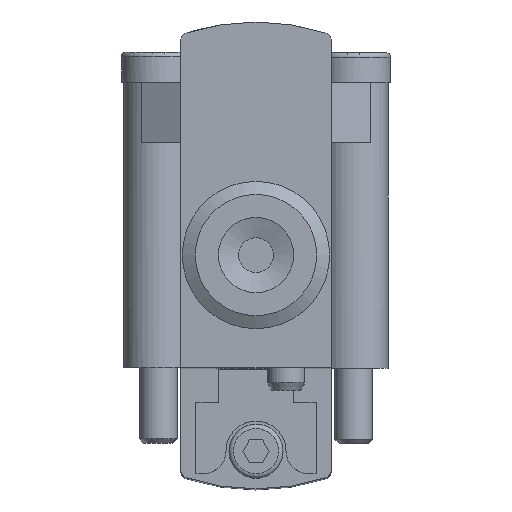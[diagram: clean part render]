
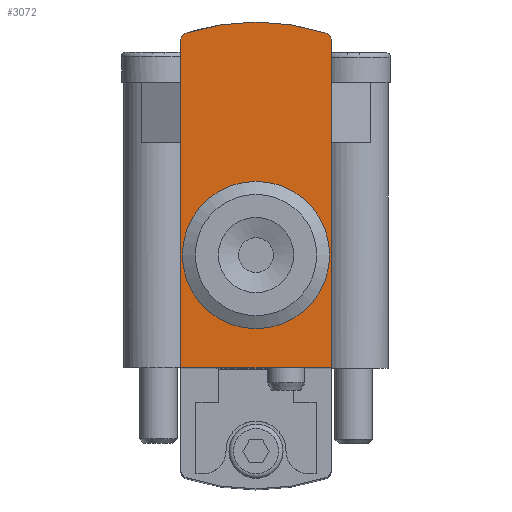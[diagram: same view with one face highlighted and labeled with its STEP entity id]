
A CAD part, top view. The second image highlights one B-rep face of the part: STEP entity #3072.
In plain terms, the highlighted planar face has unit normal (0, 0, 1).
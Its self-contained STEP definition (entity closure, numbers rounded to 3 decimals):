
#112=CIRCLE('',#3269,4.9);
#118=CIRCLE('',#3286,0.5);
#119=CIRCLE('',#3288,15.);
#120=CIRCLE('',#3289,0.5);
#669=ORIENTED_EDGE('',*,*,#975,.F.);
#670=ORIENTED_EDGE('',*,*,#1008,.T.);
#671=ORIENTED_EDGE('',*,*,#1009,.T.);
#672=ORIENTED_EDGE('',*,*,#980,.T.);
#673=ORIENTED_EDGE('',*,*,#990,.F.);
#674=ORIENTED_EDGE('',*,*,#972,.F.);
#675=ORIENTED_EDGE('',*,*,#1007,.T.);
#972=EDGE_CURVE('',#1199,#1200,#1390,.T.);
#975=EDGE_CURVE('',#1201,#1201,#112,.F.);
#980=EDGE_CURVE('',#1202,#1205,#1397,.T.);
#990=EDGE_CURVE('',#1200,#1205,#1406,.T.);
#1007=EDGE_CURVE('',#1199,#1221,#118,.F.);
#1008=EDGE_CURVE('',#1221,#1222,#119,.F.);
#1009=EDGE_CURVE('',#1222,#1202,#120,.F.);
#1199=VERTEX_POINT('',#4447);
#1200=VERTEX_POINT('',#4449);
#1201=VERTEX_POINT('',#4454);
#1202=VERTEX_POINT('',#4457);
#1205=VERTEX_POINT('',#4463);
#1221=VERTEX_POINT('',#4526);
#1222=VERTEX_POINT('',#4530);
#1390=LINE('',#4448,#1590);
#1397=LINE('',#4464,#1597);
#1406=LINE('',#4483,#1606);
#1590=VECTOR('',#3826,1000.);
#1597=VECTOR('',#3839,1000.);
#1606=VECTOR('',#3858,1000.);
#1784=EDGE_LOOP('',(#669));
#1785=EDGE_LOOP('',(#670,#671,#672,#673,#674,#675));
#1954=FACE_BOUND('',#1784,.T.);
#1955=FACE_BOUND('',#1785,.T.);
#2045=PLANE('',#3287);
#3072=ADVANCED_FACE('',(#1954,#1955),#2045,.F.);
#3269=AXIS2_PLACEMENT_3D('',#4453,#3831,#3832);
#3286=AXIS2_PLACEMENT_3D('',#4527,#3888,#3889);
#3287=AXIS2_PLACEMENT_3D('',#4528,#3890,#3891);
#3288=AXIS2_PLACEMENT_3D('',#4529,#3892,#3893);
#3289=AXIS2_PLACEMENT_3D('',#4531,#3894,#3895);
#3826=DIRECTION('',(0.,-1.,0.));
#3831=DIRECTION('',(0.,0.,-1.));
#3832=DIRECTION('',(-1.,0.,0.));
#3839=DIRECTION('',(0.,-1.,0.));
#3858=DIRECTION('',(-1.,0.,0.));
#3888=DIRECTION('',(0.,0.,-1.));
#3889=DIRECTION('',(-1.,0.,0.));
#3890=DIRECTION('',(0.,0.,-1.));
#3891=DIRECTION('',(-1.,0.,0.));
#3892=DIRECTION('',(0.,0.,-1.));
#3893=DIRECTION('',(-1.,0.,0.));
#3894=DIRECTION('',(0.,0.,-1.));
#3895=DIRECTION('',(-1.,0.,0.));
#4447=CARTESIAN_POINT('',(5.,29.784,36.5));
#4448=CARTESIAN_POINT('',(5.,31.,36.5));
#4449=CARTESIAN_POINT('',(5.,8.,36.5));
#4453=CARTESIAN_POINT('',(0.,15.5,36.5));
#4454=CARTESIAN_POINT('',(-4.9,15.5,36.5));
#4457=CARTESIAN_POINT('',(-5.,29.784,36.5));
#4463=CARTESIAN_POINT('',(-5.,8.,36.5));
#4464=CARTESIAN_POINT('',(-5.,31.,36.5));
#4483=CARTESIAN_POINT('',(5.,8.,36.5));
#4526=CARTESIAN_POINT('',(4.655,30.259,36.5));
#4527=CARTESIAN_POINT('',(4.5,29.784,36.5));
#4528=CARTESIAN_POINT('',(5.,31.,36.5));
#4529=CARTESIAN_POINT('',(0.,16.,36.5));
#4530=CARTESIAN_POINT('',(-4.655,30.259,36.5));
#4531=CARTESIAN_POINT('',(-4.5,29.784,36.5));
